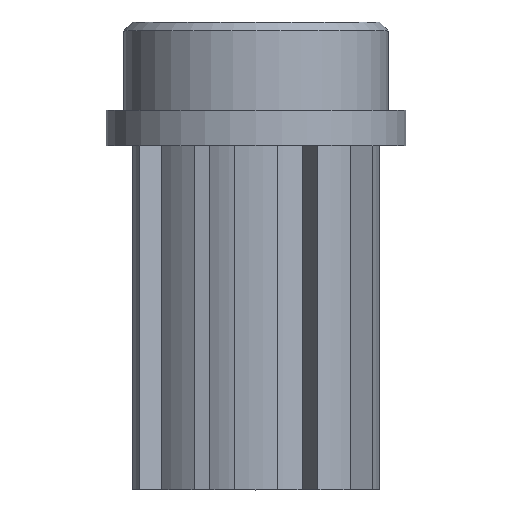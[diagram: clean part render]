
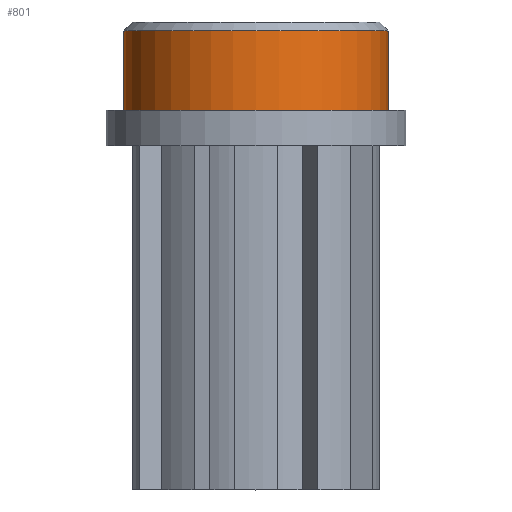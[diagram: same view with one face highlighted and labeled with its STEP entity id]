
A CAD part, top view. The second image highlights one B-rep face of the part: STEP entity #801.
In plain terms, the highlighted cylindrical face has radius 7.5 mm (diameter 15 mm), a full revolution.
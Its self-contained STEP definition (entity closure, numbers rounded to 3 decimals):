
#48=LINE('',#1226,#125);
#125=VECTOR('',#969,7.5);
#197=CYLINDRICAL_SURFACE('',#864,7.5);
#219=FACE_OUTER_BOUND('',#263,.T.);
#263=EDGE_LOOP('',(#570,#571,#572,#573));
#311=CIRCLE('',#863,7.5);
#312=CIRCLE('',#865,7.5);
#360=VERTEX_POINT('',#1221);
#361=VERTEX_POINT('',#1225);
#444=EDGE_CURVE('',#360,#360,#311,.T.);
#445=EDGE_CURVE('',#360,#361,#48,.T.);
#446=EDGE_CURVE('',#361,#361,#312,.T.);
#570=ORIENTED_EDGE('',*,*,#444,.F.);
#571=ORIENTED_EDGE('',*,*,#445,.T.);
#572=ORIENTED_EDGE('',*,*,#446,.F.);
#573=ORIENTED_EDGE('',*,*,#445,.F.);
#801=ADVANCED_FACE('',(#219),#197,.T.);
#863=AXIS2_PLACEMENT_3D('',#1223,#965,#966);
#864=AXIS2_PLACEMENT_3D('',#1224,#967,#968);
#865=AXIS2_PLACEMENT_3D('',#1227,#970,#971);
#965=DIRECTION('center_axis',(0.,1.,0.));
#966=DIRECTION('ref_axis',(-1.,0.,0.));
#967=DIRECTION('center_axis',(0.,1.,0.));
#968=DIRECTION('ref_axis',(-1.,0.,0.));
#969=DIRECTION('',(0.,-1.,0.));
#970=DIRECTION('center_axis',(0.,-1.,0.));
#971=DIRECTION('ref_axis',(-1.,0.,0.));
#1221=CARTESIAN_POINT('',(7.5,26.,0.));
#1223=CARTESIAN_POINT('Origin',(0.,26.,0.));
#1224=CARTESIAN_POINT('Origin',(0.,21.5,0.));
#1225=CARTESIAN_POINT('',(7.5,21.5,0.));
#1226=CARTESIAN_POINT('',(7.5,21.5,0.));
#1227=CARTESIAN_POINT('Origin',(0.,21.5,0.));
